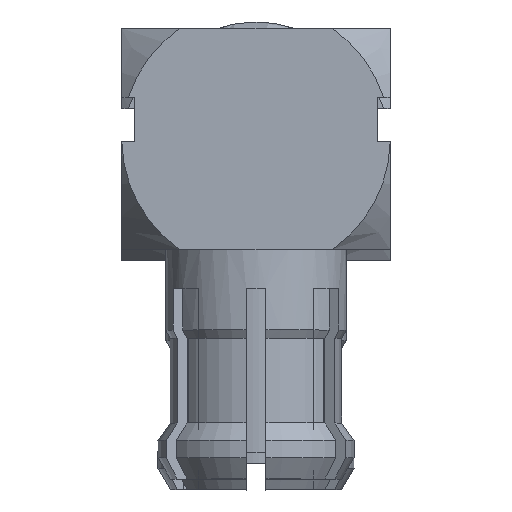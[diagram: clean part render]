
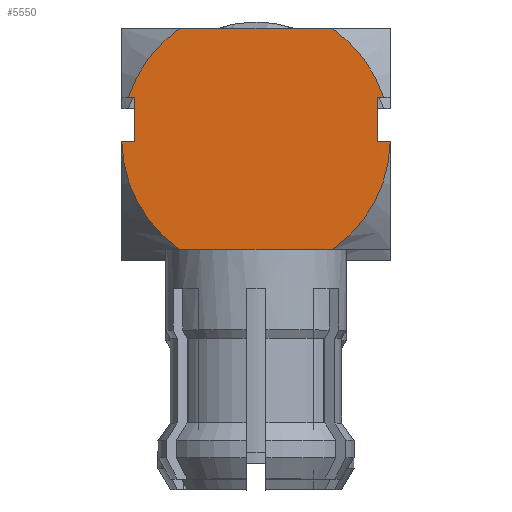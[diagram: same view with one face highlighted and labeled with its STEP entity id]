
A CAD part, top view. The second image highlights one B-rep face of the part: STEP entity #5550.
In plain terms, the highlighted face is planar.
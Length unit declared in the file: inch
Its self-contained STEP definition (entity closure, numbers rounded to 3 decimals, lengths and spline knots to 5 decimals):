
#118 = DIRECTION ( 'NONE',  ( -1., 0., 0. ) ) ;
#222 = VECTOR ( 'NONE', #1466, 39.37008 ) ;
#327 = EDGE_CURVE ( 'NONE', #3854, #4272, #3222, .T. ) ;
#330 = EDGE_CURVE ( 'NONE', #3019, #4928, #2354, .T. ) ;
#435 = VECTOR ( 'NONE', #5521, 39.37008 ) ;
#461 = VERTEX_POINT ( 'NONE', #2506 ) ;
#463 = ORIENTED_EDGE ( 'NONE', *, *, #3425, .T. ) ;
#532 = LINE ( 'NONE', #3873, #4449 ) ;
#684 = EDGE_CURVE ( 'NONE', #1573, #4110, #1818, .T. ) ;
#793 = EDGE_CURVE ( 'NONE', #2247, #4928, #2756, .T. ) ;
#867 = EDGE_CURVE ( 'NONE', #2926, #461, #1650, .T. ) ;
#950 = VECTOR ( 'NONE', #1088, 39.37008 ) ;
#1088 = DIRECTION ( 'NONE',  ( 0., 0., -1. ) ) ;
#1271 = CARTESIAN_POINT ( 'NONE',  ( -0.10559, 0.1634, -0.10199 ) ) ;
#1344 = ORIENTED_EDGE ( 'NONE', *, *, #330, .F. ) ;
#1374 = EDGE_CURVE ( 'NONE', #461, #4272, #2023, .T. ) ;
#1466 = DIRECTION ( 'NONE',  ( 0., 0., -1. ) ) ;
#1573 = VERTEX_POINT ( 'NONE', #2170 ) ;
#1650 = CIRCLE ( 'NONE', #3937, 0.102 ) ;
#1657 = PLANE ( 'NONE',  #2036 ) ;
#1667 = ORIENTED_EDGE ( 'NONE', *, *, #684, .T. ) ;
#1818 = LINE ( 'NONE', #2217, #2042 ) ;
#1893 = CARTESIAN_POINT ( 'NONE',  ( -0.1056, 0.1653, 0. ) ) ;
#1923 = DIRECTION ( 'NONE',  ( 1., 0., 0. ) ) ;
#1927 = ORIENTED_EDGE ( 'NONE', *, *, #1374, .T. ) ;
#1983 = EDGE_CURVE ( 'NONE', #2294, #3019, #4140, .T. ) ;
#2023 = LINE ( 'NONE', #3794, #950 ) ;
#2036 = AXIS2_PLACEMENT_3D ( 'NONE', #3553, #5879, #4976 ) ;
#2042 = VECTOR ( 'NONE', #6073, 39.37008 ) ;
#2061 = CARTESIAN_POINT ( 'NONE',  ( -0.1056, 0.1968, 0.09701 ) ) ;
#2170 = CARTESIAN_POINT ( 'NONE',  ( -0.10559, 0.1634, 0.10199 ) ) ;
#2217 = CARTESIAN_POINT ( 'NONE',  ( -0.1056, 0.1634, 0.102 ) ) ;
#2247 = VERTEX_POINT ( 'NONE', #3185 ) ;
#2294 = VERTEX_POINT ( 'NONE', #3811 ) ;
#2308 = CARTESIAN_POINT ( 'NONE',  ( -0.1056, 0.1968, -0.09701 ) ) ;
#2354 = LINE ( 'NONE', #6118, #3325 ) ;
#2380 = DIRECTION ( 'NONE',  ( 0., 0., 1. ) ) ;
#2399 = EDGE_CURVE ( 'NONE', #3860, #2294, #532, .T. ) ;
#2450 = DIRECTION ( 'NONE',  ( 0., 0., -1. ) ) ;
#2506 = CARTESIAN_POINT ( 'NONE',  ( -0.1056, 0.2493, 0.05786 ) ) ;
#2535 = AXIS2_PLACEMENT_3D ( 'NONE', #2915, #1923, #4718 ) ;
#2555 = AXIS2_PLACEMENT_3D ( 'NONE', #1893, #2916, #2450 ) ;
#2566 = VECTOR ( 'NONE', #2380, 39.37008 ) ;
#2642 = FACE_OUTER_BOUND ( 'NONE', #4700, .T. ) ;
#2756 = LINE ( 'NONE', #4653, #435 ) ;
#2808 = VERTEX_POINT ( 'NONE', #4543 ) ;
#2915 = CARTESIAN_POINT ( 'NONE',  ( -0.1056, 0.1653, 0. ) ) ;
#2916 = DIRECTION ( 'NONE',  ( 1., 0., 0. ) ) ;
#2926 = VERTEX_POINT ( 'NONE', #2061 ) ;
#3019 = VERTEX_POINT ( 'NONE', #1271 ) ;
#3033 = VECTOR ( 'NONE', #5189, 39.37008 ) ;
#3137 = ORIENTED_EDGE ( 'NONE', *, *, #1983, .F. ) ;
#3185 = CARTESIAN_POINT ( 'NONE',  ( -0.1056, 0.1968, -0.092 ) ) ;
#3222 = CIRCLE ( 'NONE', #2535, 0.102 ) ;
#3295 = CARTESIAN_POINT ( 'NONE',  ( -0.1056, 0.0813, 0.092 ) ) ;
#3325 = VECTOR ( 'NONE', #5677, 39.37008 ) ;
#3378 = CARTESIAN_POINT ( 'NONE',  ( -0.1056, 0.1968, 0.102 ) ) ;
#3392 = ORIENTED_EDGE ( 'NONE', *, *, #4260, .F. ) ;
#3400 = DIRECTION ( 'NONE',  ( 0., 0., 1. ) ) ;
#3425 = EDGE_CURVE ( 'NONE', #2808, #2926, #5246, .T. ) ;
#3553 = CARTESIAN_POINT ( 'NONE',  ( -0.1056, 0.0813, 0.102 ) ) ;
#3575 = ORIENTED_EDGE ( 'NONE', *, *, #327, .F. ) ;
#3745 = CARTESIAN_POINT ( 'NONE',  ( -0.1056, 0.0813, 0.05786 ) ) ;
#3768 = LINE ( 'NONE', #3295, #3033 ) ;
#3794 = CARTESIAN_POINT ( 'NONE',  ( -0.1056, 0.2493, 0.102 ) ) ;
#3811 = CARTESIAN_POINT ( 'NONE',  ( -0.1056, 0.0813, -0.05786 ) ) ;
#3854 = VERTEX_POINT ( 'NONE', #2308 ) ;
#3860 = VERTEX_POINT ( 'NONE', #3745 ) ;
#3873 = CARTESIAN_POINT ( 'NONE',  ( -0.1056, 0.0813, 0.102 ) ) ;
#3937 = AXIS2_PLACEMENT_3D ( 'NONE', #5793, #118, #3400 ) ;
#4110 = VERTEX_POINT ( 'NONE', #4633 ) ;
#4140 = CIRCLE ( 'NONE', #2555, 0.102 ) ;
#4214 = AXIS2_PLACEMENT_3D ( 'NONE', #4901, #5840, #5307 ) ;
#4260 = EDGE_CURVE ( 'NONE', #2247, #3854, #4266, .T. ) ;
#4266 = LINE ( 'NONE', #5186, #222 ) ;
#4272 = VERTEX_POINT ( 'NONE', #5686 ) ;
#4350 = DIRECTION ( 'NONE',  ( 0., 0., -1. ) ) ;
#4449 = VECTOR ( 'NONE', #4350, 39.37008 ) ;
#4543 = CARTESIAN_POINT ( 'NONE',  ( -0.1056, 0.1968, 0.092 ) ) ;
#4548 = ORIENTED_EDGE ( 'NONE', *, *, #5015, .F. ) ;
#4633 = CARTESIAN_POINT ( 'NONE',  ( -0.1056, 0.1634, 0.092 ) ) ;
#4653 = CARTESIAN_POINT ( 'NONE',  ( -0.1056, 0.0813, -0.092 ) ) ;
#4700 = EDGE_LOOP ( 'NONE', ( #3392, #6064, #1344, #3137, #5699, #4548, #1667, #5162, #463, #5483, #1927, #3575 ) ) ;
#4718 = DIRECTION ( 'NONE',  ( 0., 0., -1. ) ) ;
#4901 = CARTESIAN_POINT ( 'NONE',  ( -0.1056, 0.1653, 0. ) ) ;
#4928 = VERTEX_POINT ( 'NONE', #5148 ) ;
#4976 = DIRECTION ( 'NONE',  ( 0., 0., -1. ) ) ;
#5015 = EDGE_CURVE ( 'NONE', #1573, #3860, #5195, .T. ) ;
#5148 = CARTESIAN_POINT ( 'NONE',  ( -0.1056, 0.1634, -0.092 ) ) ;
#5162 = ORIENTED_EDGE ( 'NONE', *, *, #5368, .T. ) ;
#5186 = CARTESIAN_POINT ( 'NONE',  ( -0.1056, 0.1968, 0.102 ) ) ;
#5189 = DIRECTION ( 'NONE',  ( 0., 1., 0. ) ) ;
#5195 = CIRCLE ( 'NONE', #4214, 0.102 ) ;
#5246 = LINE ( 'NONE', #3378, #2566 ) ;
#5307 = DIRECTION ( 'NONE',  ( 0., 0., -1. ) ) ;
#5368 = EDGE_CURVE ( 'NONE', #4110, #2808, #3768, .T. ) ;
#5483 = ORIENTED_EDGE ( 'NONE', *, *, #867, .T. ) ;
#5521 = DIRECTION ( 'NONE',  ( 0., -1., 0. ) ) ;
#5550 = ADVANCED_FACE ( 'NONE', ( #2642 ), #1657, .F. ) ;
#5677 = DIRECTION ( 'NONE',  ( 0., 0., 1. ) ) ;
#5686 = CARTESIAN_POINT ( 'NONE',  ( -0.1056, 0.2493, -0.05786 ) ) ;
#5699 = ORIENTED_EDGE ( 'NONE', *, *, #2399, .F. ) ;
#5793 = CARTESIAN_POINT ( 'NONE',  ( -0.1056, 0.1653, 0. ) ) ;
#5840 = DIRECTION ( 'NONE',  ( 1., 0., 0. ) ) ;
#5879 = DIRECTION ( 'NONE',  ( 1., 0., 0. ) ) ;
#6064 = ORIENTED_EDGE ( 'NONE', *, *, #793, .T. ) ;
#6073 = DIRECTION ( 'NONE',  ( 0., 0., -1. ) ) ;
#6118 = CARTESIAN_POINT ( 'NONE',  ( -0.1056, 0.1634, 0.102 ) ) ;
